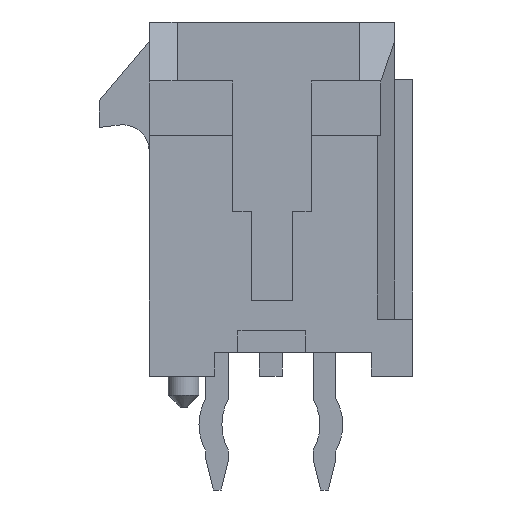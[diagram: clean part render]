
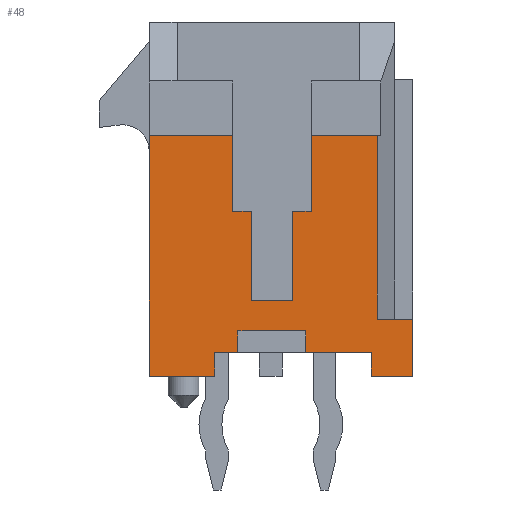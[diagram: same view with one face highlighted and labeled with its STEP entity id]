
A CAD part, left-side view. The second image highlights one B-rep face of the part: STEP entity #48.
In plain terms, the highlighted planar face has unit normal (-1, 0, 0).
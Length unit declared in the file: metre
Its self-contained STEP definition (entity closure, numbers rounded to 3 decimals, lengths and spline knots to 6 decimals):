
#48 = ADVANCED_FACE( '', ( #280 ), #281, .T. );
#280 = FACE_OUTER_BOUND( '', #755, .T. );
#281 = PLANE( '', #756 );
#755 = EDGE_LOOP( '', ( #1240, #1241, #1242, #1243, #1244, #1245, #1246, #1247, #1248, #1249, #1250, #1251, #1252, #1253, #1254, #1255, #1256, #1257, #1258, #1259, #1260, #1261 ) );
#756 = AXIS2_PLACEMENT_3D( '', #1262, #1263, #1264 );
#1240 = ORIENTED_EDGE( '', *, *, #3173, .T. );
#1241 = ORIENTED_EDGE( '', *, *, #3174, .T. );
#1242 = ORIENTED_EDGE( '', *, *, #3175, .T. );
#1243 = ORIENTED_EDGE( '', *, *, #3176, .T. );
#1244 = ORIENTED_EDGE( '', *, *, #3177, .T. );
#1245 = ORIENTED_EDGE( '', *, *, #3178, .F. );
#1246 = ORIENTED_EDGE( '', *, *, #3179, .T. );
#1247 = ORIENTED_EDGE( '', *, *, #3180, .T. );
#1248 = ORIENTED_EDGE( '', *, *, #3181, .T. );
#1249 = ORIENTED_EDGE( '', *, *, #3182, .T. );
#1250 = ORIENTED_EDGE( '', *, *, #3183, .T. );
#1251 = ORIENTED_EDGE( '', *, *, #3184, .T. );
#1252 = ORIENTED_EDGE( '', *, *, #3185, .T. );
#1253 = ORIENTED_EDGE( '', *, *, #3186, .T. );
#1254 = ORIENTED_EDGE( '', *, *, #3187, .T. );
#1255 = ORIENTED_EDGE( '', *, *, #3188, .T. );
#1256 = ORIENTED_EDGE( '', *, *, #3189, .T. );
#1257 = ORIENTED_EDGE( '', *, *, #3190, .T. );
#1258 = ORIENTED_EDGE( '', *, *, #3191, .T. );
#1259 = ORIENTED_EDGE( '', *, *, #3192, .F. );
#1260 = ORIENTED_EDGE( '', *, *, #3193, .T. );
#1261 = ORIENTED_EDGE( '', *, *, #3194, .T. );
#1262 = CARTESIAN_POINT( '', ( -0.005075, 0., 0. ) );
#1263 = DIRECTION( '', ( -1., 0., 0. ) );
#1264 = DIRECTION( '', ( 0., 0., 1. ) );
#3173 = EDGE_CURVE( '', #3807, #3808, #3809, .T. );
#3174 = EDGE_CURVE( '', #3808, #3810, #3811, .T. );
#3175 = EDGE_CURVE( '', #3810, #3812, #3813, .T. );
#3176 = EDGE_CURVE( '', #3812, #3814, #3815, .T. );
#3177 = EDGE_CURVE( '', #3814, #3816, #3817, .T. );
#3178 = EDGE_CURVE( '', #3818, #3816, #3819, .T. );
#3179 = EDGE_CURVE( '', #3818, #3820, #3821, .T. );
#3180 = EDGE_CURVE( '', #3820, #3822, #3823, .T. );
#3181 = EDGE_CURVE( '', #3822, #3824, #3825, .T. );
#3182 = EDGE_CURVE( '', #3824, #3826, #3827, .T. );
#3183 = EDGE_CURVE( '', #3826, #3828, #3829, .T. );
#3184 = EDGE_CURVE( '', #3828, #3830, #3831, .T. );
#3185 = EDGE_CURVE( '', #3830, #3832, #3833, .T. );
#3186 = EDGE_CURVE( '', #3832, #3834, #3835, .T. );
#3187 = EDGE_CURVE( '', #3834, #3836, #3837, .T. );
#3188 = EDGE_CURVE( '', #3836, #3838, #3839, .T. );
#3189 = EDGE_CURVE( '', #3838, #3840, #3841, .T. );
#3190 = EDGE_CURVE( '', #3840, #3842, #3843, .T. );
#3191 = EDGE_CURVE( '', #3842, #3844, #3845, .T. );
#3192 = EDGE_CURVE( '', #3846, #3844, #3847, .T. );
#3193 = EDGE_CURVE( '', #3846, #3848, #3849, .T. );
#3194 = EDGE_CURVE( '', #3848, #3807, #3850, .T. );
#3807 = VERTEX_POINT( '', #4857 );
#3808 = VERTEX_POINT( '', #4858 );
#3809 = LINE( '', #4859, #4860 );
#3810 = VERTEX_POINT( '', #4861 );
#3811 = LINE( '', #4862, #4863 );
#3812 = VERTEX_POINT( '', #4864 );
#3813 = LINE( '', #4865, #4866 );
#3814 = VERTEX_POINT( '', #4867 );
#3815 = LINE( '', #4868, #4869 );
#3816 = VERTEX_POINT( '', #4870 );
#3817 = LINE( '', #4871, #4872 );
#3818 = VERTEX_POINT( '', #4873 );
#3819 = LINE( '', #4874, #4875 );
#3820 = VERTEX_POINT( '', #4876 );
#3821 = LINE( '', #4877, #4878 );
#3822 = VERTEX_POINT( '', #4879 );
#3823 = LINE( '', #4880, #4881 );
#3824 = VERTEX_POINT( '', #4882 );
#3825 = LINE( '', #4883, #4884 );
#3826 = VERTEX_POINT( '', #4885 );
#3827 = LINE( '', #4886, #4887 );
#3828 = VERTEX_POINT( '', #4888 );
#3829 = LINE( '', #4889, #4890 );
#3830 = VERTEX_POINT( '', #4891 );
#3831 = LINE( '', #4892, #4893 );
#3832 = VERTEX_POINT( '', #4894 );
#3833 = LINE( '', #4895, #4896 );
#3834 = VERTEX_POINT( '', #4897 );
#3835 = LINE( '', #4898, #4899 );
#3836 = VERTEX_POINT( '', #4900 );
#3837 = LINE( '', #4901, #4902 );
#3838 = VERTEX_POINT( '', #4903 );
#3839 = LINE( '', #4904, #4905 );
#3840 = VERTEX_POINT( '', #4906 );
#3841 = LINE( '', #4907, #4908 );
#3842 = VERTEX_POINT( '', #4909 );
#3843 = LINE( '', #4910, #4911 );
#3844 = VERTEX_POINT( '', #4912 );
#3845 = LINE( '', #4913, #4914 );
#3846 = VERTEX_POINT( '', #4915 );
#3847 = LINE( '', #4916, #4917 );
#3848 = VERTEX_POINT( '', #4918 );
#3849 = LINE( '', #4919, #4920 );
#3850 = LINE( '', #4921, #4922 );
#4857 = CARTESIAN_POINT( '', ( -0.005075, -0.0011, -0.000345 ) );
#4858 = CARTESIAN_POINT( '', ( -0.005075, -0.000575, -0.000345 ) );
#4859 = CARTESIAN_POINT( '', ( -0.005075, -0.0011, -0.000345 ) );
#4860 = VECTOR( '', #6485, 1. );
#4861 = CARTESIAN_POINT( '', ( -0.005075, -0.000575, -0.002845 ) );
#4862 = CARTESIAN_POINT( '', ( -0.005075, -0.000575, -0.000345 ) );
#4863 = VECTOR( '', #6486, 1. );
#4864 = CARTESIAN_POINT( '', ( -0.005075, 0.000575, -0.002845 ) );
#4865 = CARTESIAN_POINT( '', ( -0.005075, -0.000575, -0.002845 ) );
#4866 = VECTOR( '', #6487, 1. );
#4867 = CARTESIAN_POINT( '', ( -0.005075, 0.000575, -0.000345 ) );
#4868 = CARTESIAN_POINT( '', ( -0.005075, 0.000575, -0.002845 ) );
#4869 = VECTOR( '', #6488, 1. );
#4870 = CARTESIAN_POINT( '', ( -0.005075, 0.0011, -0.000345 ) );
#4871 = CARTESIAN_POINT( '', ( -0.005075, 0.000575, -0.000345 ) );
#4872 = VECTOR( '', #6489, 1. );
#4873 = CARTESIAN_POINT( '', ( -0.005075, 0.0011, 0.001785 ) );
#4874 = CARTESIAN_POINT( '', ( -0.005075, 0.0011, 0.001785 ) );
#4875 = VECTOR( '', #6490, 1. );
#4876 = CARTESIAN_POINT( '', ( -0.005075, 0.00343, 0.001785 ) );
#4877 = CARTESIAN_POINT( '', ( -0.005075, 0.0011, 0.001785 ) );
#4878 = VECTOR( '', #6491, 1. );
#4879 = CARTESIAN_POINT( '', ( -0.005075, 0.00343, -0.004955 ) );
#4880 = CARTESIAN_POINT( '', ( -0.005075, 0.00343, 0.001785 ) );
#4881 = VECTOR( '', #6492, 1. );
#4882 = CARTESIAN_POINT( '', ( -0.005075, 0.0016, -0.004955 ) );
#4883 = CARTESIAN_POINT( '', ( -0.005075, 0.00343, -0.004955 ) );
#4884 = VECTOR( '', #6493, 1. );
#4885 = CARTESIAN_POINT( '', ( -0.005075, 0.0016, -0.004285 ) );
#4886 = CARTESIAN_POINT( '', ( -0.005075, 0.0016, -0.004955 ) );
#4887 = VECTOR( '', #6494, 1. );
#4888 = CARTESIAN_POINT( '', ( -0.005075, 0.00095, -0.004285 ) );
#4889 = CARTESIAN_POINT( '', ( -0.005075, 0.0016, -0.004285 ) );
#4890 = VECTOR( '', #6495, 1. );
#4891 = CARTESIAN_POINT( '', ( -0.005075, 0.00095, -0.003685 ) );
#4892 = CARTESIAN_POINT( '', ( -0.005075, 0.00095, -0.004285 ) );
#4893 = VECTOR( '', #6496, 1. );
#4894 = CARTESIAN_POINT( '', ( -0.005075, -0.00095, -0.003685 ) );
#4895 = CARTESIAN_POINT( '', ( -0.005075, 0.00095, -0.003685 ) );
#4896 = VECTOR( '', #6497, 1. );
#4897 = CARTESIAN_POINT( '', ( -0.005075, -0.00095, -0.004285 ) );
#4898 = CARTESIAN_POINT( '', ( -0.005075, -0.00095, -0.003685 ) );
#4899 = VECTOR( '', #6498, 1. );
#4900 = CARTESIAN_POINT( '', ( -0.005075, -0.00278, -0.004285 ) );
#4901 = CARTESIAN_POINT( '', ( -0.005075, -0.00095, -0.004285 ) );
#4902 = VECTOR( '', #6499, 1. );
#4903 = CARTESIAN_POINT( '', ( -0.005075, -0.00278, -0.004955 ) );
#4904 = CARTESIAN_POINT( '', ( -0.005075, -0.00278, -0.004285 ) );
#4905 = VECTOR( '', #6500, 1. );
#4906 = CARTESIAN_POINT( '', ( -0.005075, -0.00394, -0.004955 ) );
#4907 = CARTESIAN_POINT( '', ( -0.005075, -0.00278, -0.004955 ) );
#4908 = VECTOR( '', #6501, 1. );
#4909 = CARTESIAN_POINT( '', ( -0.005075, -0.00394, -0.003355 ) );
#4910 = CARTESIAN_POINT( '', ( -0.005075, -0.00394, -0.004955 ) );
#4911 = VECTOR( '', #6502, 1. );
#4912 = CARTESIAN_POINT( '', ( -0.005075, -0.002949, -0.003355 ) );
#4913 = CARTESIAN_POINT( '', ( -0.005075, -0.00394, -0.003355 ) );
#4914 = VECTOR( '', #6503, 1. );
#4915 = CARTESIAN_POINT( '', ( -0.005075, -0.002949, 0.001785 ) );
#4916 = CARTESIAN_POINT( '', ( -0.005075, -0.002949, 0.001785 ) );
#4917 = VECTOR( '', #6504, 1. );
#4918 = CARTESIAN_POINT( '', ( -0.005075, -0.0011, 0.001785 ) );
#4919 = CARTESIAN_POINT( '', ( -0.005075, -0.002949, 0.001785 ) );
#4920 = VECTOR( '', #6505, 1. );
#4921 = CARTESIAN_POINT( '', ( -0.005075, -0.0011, 0.001785 ) );
#4922 = VECTOR( '', #6506, 1. );
#6485 = DIRECTION( '', ( 0., 1., 0. ) );
#6486 = DIRECTION( '', ( 0., 0., -1. ) );
#6487 = DIRECTION( '', ( 0., 1., 0. ) );
#6488 = DIRECTION( '', ( 0., 0., 1. ) );
#6489 = DIRECTION( '', ( 0., 1., 0. ) );
#6490 = DIRECTION( '', ( 0., 0., -1. ) );
#6491 = DIRECTION( '', ( 0., 1., 0. ) );
#6492 = DIRECTION( '', ( 0., 0., -1. ) );
#6493 = DIRECTION( '', ( 0., -1., 0. ) );
#6494 = DIRECTION( '', ( 0., 0., 1. ) );
#6495 = DIRECTION( '', ( 0., -1., 0. ) );
#6496 = DIRECTION( '', ( 0., 0., 1. ) );
#6497 = DIRECTION( '', ( 0., -1., 0. ) );
#6498 = DIRECTION( '', ( 0., 0., -1. ) );
#6499 = DIRECTION( '', ( 0., -1., 0. ) );
#6500 = DIRECTION( '', ( 0., 0., -1. ) );
#6501 = DIRECTION( '', ( 0., -1., 0. ) );
#6502 = DIRECTION( '', ( 0., 0., 1. ) );
#6503 = DIRECTION( '', ( 0., 1., 0. ) );
#6504 = DIRECTION( '', ( 0., 0., -1. ) );
#6505 = DIRECTION( '', ( 0., 1., 0. ) );
#6506 = DIRECTION( '', ( 0., 0., -1. ) );
